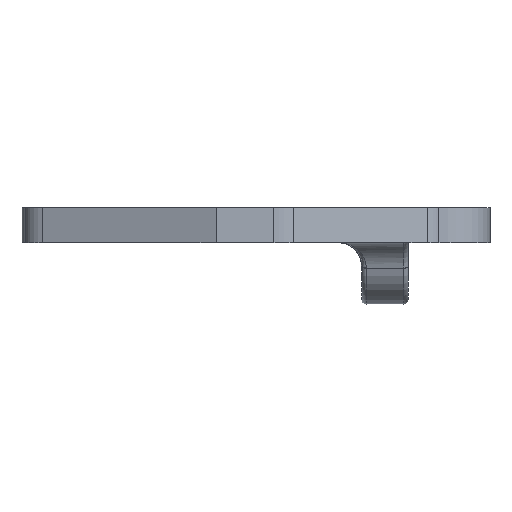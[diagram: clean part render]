
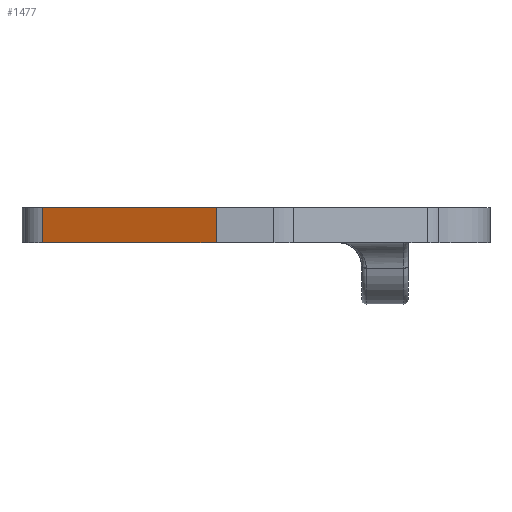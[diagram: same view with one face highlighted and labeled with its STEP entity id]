
A CAD part, left-side view. The second image highlights one B-rep face of the part: STEP entity #1477.
In plain terms, the highlighted planar face has unit normal (-0.94, 0.342, 0).
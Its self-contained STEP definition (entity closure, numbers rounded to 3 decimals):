
#122=PLANE('',#1643);
#153=FACE_OUTER_BOUND('',#271,.T.);
#271=EDGE_LOOP('',(#1183,#1184,#1185,#1186));
#354=LINE('',#2286,#459);
#373=LINE('',#2396,#478);
#389=LINE('',#2473,#494);
#390=LINE('',#2474,#495);
#459=VECTOR('',#1787,10.);
#478=VECTOR('',#1900,10.);
#494=VECTOR('',#1974,10.);
#495=VECTOR('',#1975,10.);
#682=VERTEX_POINT('',#2283);
#683=VERTEX_POINT('',#2285);
#726=VERTEX_POINT('',#2393);
#727=VERTEX_POINT('',#2395);
#824=EDGE_CURVE('',#683,#682,#354,.T.);
#879=EDGE_CURVE('',#727,#726,#373,.T.);
#918=EDGE_CURVE('',#727,#682,#389,.T.);
#919=EDGE_CURVE('',#683,#726,#390,.T.);
#1183=ORIENTED_EDGE('',*,*,#918,.F.);
#1184=ORIENTED_EDGE('',*,*,#879,.T.);
#1185=ORIENTED_EDGE('',*,*,#919,.F.);
#1186=ORIENTED_EDGE('',*,*,#824,.T.);
#1477=ADVANCED_FACE('',(#153),#122,.T.);
#1643=AXIS2_PLACEMENT_3D('',#2472,#1972,#1973);
#1787=DIRECTION('',(-0.342,-0.94,0.));
#1900=DIRECTION('',(0.342,0.94,0.));
#1972=DIRECTION('center_axis',(-0.94,0.342,0.));
#1973=DIRECTION('ref_axis',(-0.342,-0.94,0.));
#1974=DIRECTION('',(0.,0.,-1.));
#1975=DIRECTION('',(0.,0.,1.));
#2283=CARTESIAN_POINT('',(19.741,117.127,91.501));
#2285=CARTESIAN_POINT('',(25.164,132.026,91.501));
#2286=CARTESIAN_POINT('',(25.164,132.026,91.501));
#2393=CARTESIAN_POINT('',(25.164,132.026,94.501));
#2395=CARTESIAN_POINT('',(19.741,117.127,94.501));
#2396=CARTESIAN_POINT('',(25.169,132.04,94.501));
#2472=CARTESIAN_POINT('Origin',(25.164,132.026,91.501));
#2473=CARTESIAN_POINT('',(19.741,117.127,91.501));
#2474=CARTESIAN_POINT('',(25.164,132.026,91.501));
